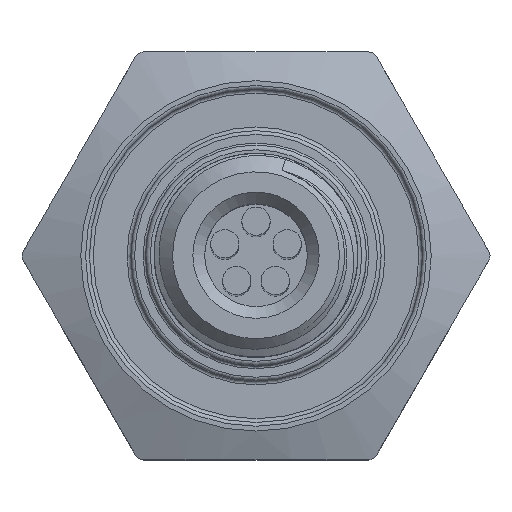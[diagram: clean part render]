
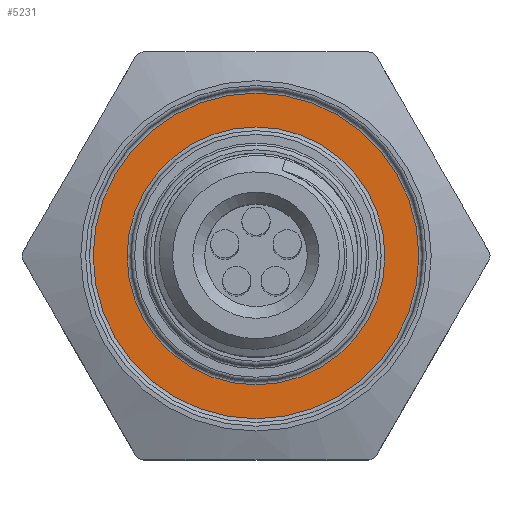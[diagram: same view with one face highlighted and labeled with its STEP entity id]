
A CAD part, top view. The second image highlights one B-rep face of the part: STEP entity #5231.
In plain terms, the highlighted planar face has unit normal (0, 0, 1).
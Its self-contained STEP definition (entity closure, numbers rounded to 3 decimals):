
#155=FACE_BOUND($,#1419,.T.);
#243=CIRCLE($,#5540,8.782);
#246=CIRCLE($,#5544,6.953);
#1072=FACE_OUTER_BOUND($,#1418,.T.);
#1418=EDGE_LOOP($,(#3807));
#1419=EDGE_LOOP($,(#3808));
#2424=VERTEX_POINT($,#8317);
#2427=VERTEX_POINT($,#8324);
#2947=EDGE_CURVE($,#2424,#2424,#243,.T.);
#2950=EDGE_CURVE($,#2427,#2427,#246,.T.);
#3807=ORIENTED_EDGE($,*,*,#2947,.T.);
#3808=ORIENTED_EDGE($,*,*,#2950,.T.);
#5075=PLANE($,#5607);
#5231=ADVANCED_FACE($,(#1072,#155),#5075,.T.);
#5540=AXIS2_PLACEMENT_3D($,#8318,#5932,#5933);
#5544=AXIS2_PLACEMENT_3D($,#8325,#5940,#5941);
#5607=AXIS2_PLACEMENT_3D($,#8756,#6086,#6087);
#5932=DIRECTION('center_axis',(0.,0.,1.));
#5933=DIRECTION('ref_axis',(1.,0.,0.));
#5940=DIRECTION('center_axis',(0.,0.,-1.));
#5941=DIRECTION('ref_axis',(1.,0.,0.));
#6086=DIRECTION('center_axis',(0.,0.,1.));
#6087=DIRECTION('ref_axis',(1.,0.,0.));
#8317=CARTESIAN_POINT('',(8.782,0.,16.129));
#8318=CARTESIAN_POINT('Origin',(0.,0.,16.129));
#8324=CARTESIAN_POINT('',(6.953,0.,16.129));
#8325=CARTESIAN_POINT('Origin',(0.,0.,16.129));
#8756=CARTESIAN_POINT('Origin',(0.,0.,16.129));
